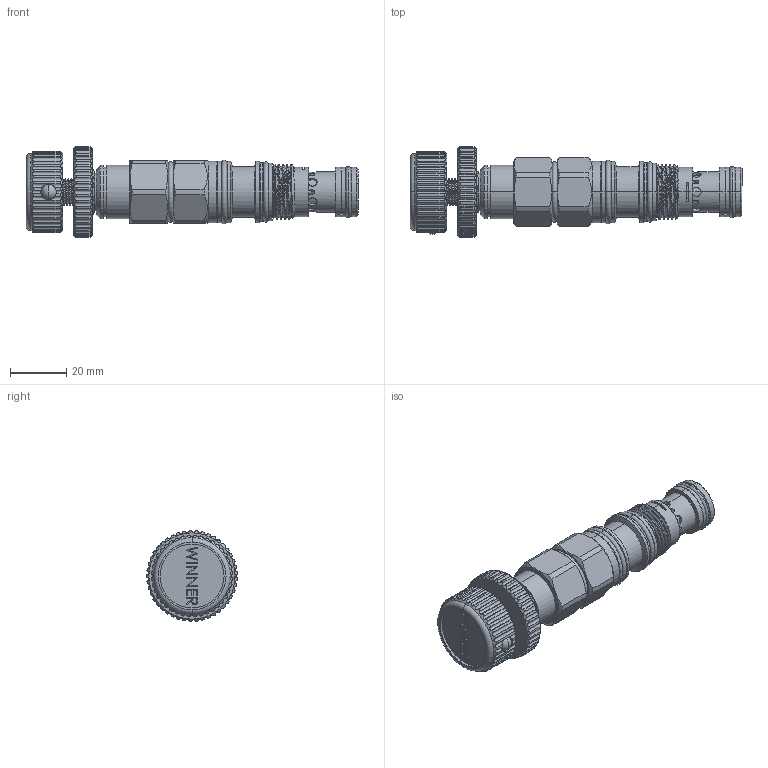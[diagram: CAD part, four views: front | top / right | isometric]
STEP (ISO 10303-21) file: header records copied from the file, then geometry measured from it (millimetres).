
FILE_DESCRIPTION (( 'STEP AP203' ), '1' );
FILE_NAME ('CA11A3B(3E)-K.STEP', '2021-06-21T07:09:02', ( '' ), ( '' ), 'SwSTEP 2.0', 'SolidWorks 2018', '' );
FILE_SCHEMA (( 'CONFIG_CONTROL_DESIGN' ));
Length unit declared in the file: millimetre
Products named in the file (1): CA11A3B(3E)-K
Bounding box: 117.8 x 32.18 x 32.2 mm (x, y, z)
Volume: 42064.5 mm3; surface area: 14134.1 mm2
Topology: 2 solids, 3 shells, 602 faces, 1617 edges, 1056 vertices
Faces by surface type: cylinder 372, plane 128, cone 48, torus 37, bspline 14, sphere 3
Entity records: 28516 total; most frequent: CARTESIAN_POINT 13996, ORIENTED_EDGE 3226, DIRECTION 2799, EDGE_CURVE 1613, AXIS2_PLACEMENT_3D 1087, VERTEX_POINT 1053, EDGE_LOOP 642, VECTOR 625
